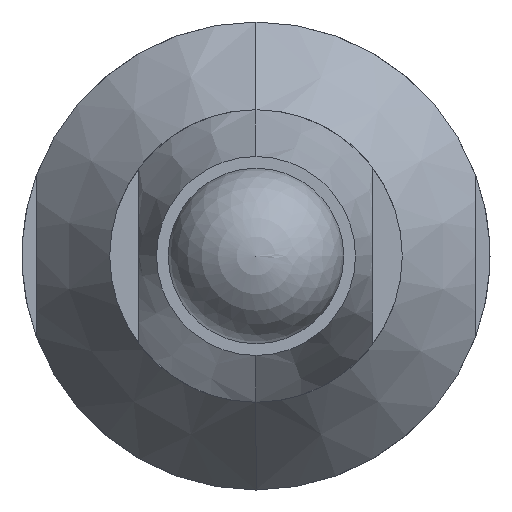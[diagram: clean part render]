
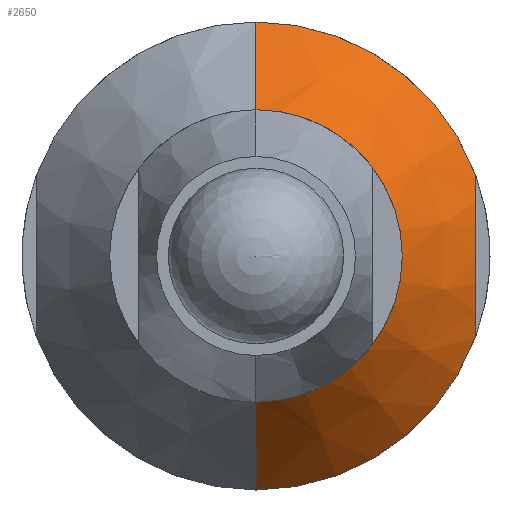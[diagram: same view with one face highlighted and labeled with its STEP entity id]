
A CAD part, left-side view. The second image highlights one B-rep face of the part: STEP entity #2650.
In plain terms, the highlighted conical face has half-angle 36.87 degrees and reference radius 2.5 mm.
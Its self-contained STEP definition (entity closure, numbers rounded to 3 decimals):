
#44 = DIRECTION ( 'NONE',  ( 0.8, 0., 0.6 ) ) ;
#51 = ORIENTED_EDGE ( 'NONE', *, *, #4051, .F. ) ;
#389 = CARTESIAN_POINT ( 'NONE',  ( -95.2, 0., 0. ) ) ;
#392 = ORIENTED_EDGE ( 'NONE', *, *, #5668, .T. ) ;
#443 = DIRECTION ( 'NONE',  ( 1., 0., 0. ) ) ;
#513 = CARTESIAN_POINT ( 'NONE',  ( -95.2, 0., 0. ) ) ;
#580 = EDGE_LOOP ( 'NONE', ( #1932, #1283, #51, #392, #5362, #1128 ) ) ;
#597 = CARTESIAN_POINT ( 'NONE',  ( -95.2, 0., 2.5 ) ) ;
#767 = CARTESIAN_POINT ( 'NONE',  ( -93.2, -3.75, 1.392 ) ) ;
#788 = CARTESIAN_POINT ( 'NONE',  ( -95.2, 0., -2.5 ) ) ;
#818 = DIRECTION ( 'NONE',  ( 1., 0., 0. ) ) ;
#1128 = ORIENTED_EDGE ( 'NONE', *, *, #3512, .F. ) ;
#1216 = CARTESIAN_POINT ( 'NONE',  ( -93.386, -3.75, 0.946 ) ) ;
#1273 = VERTEX_POINT ( 'NONE', #1466 ) ;
#1283 = ORIENTED_EDGE ( 'NONE', *, *, #5599, .T. ) ;
#1417 = CONICAL_SURFACE ( 'NONE', #3749, 2.5, 0.644 ) ;
#1466 = CARTESIAN_POINT ( 'NONE',  ( -95.2, 0., -2.5 ) ) ;
#1533 = AXIS2_PLACEMENT_3D ( 'NONE', #5731, #4846, #4445 ) ;
#1703 = CARTESIAN_POINT ( 'NONE',  ( -93.2, -3.75, -1.392 ) ) ;
#1786 = CARTESIAN_POINT ( 'NONE',  ( -93.501, -3.75, 0.482 ) ) ;
#1816 = DIRECTION ( 'NONE',  ( 0., 0., 1. ) ) ;
#1856 = VECTOR ( 'NONE', #3065, 1000. ) ;
#1932 = ORIENTED_EDGE ( 'NONE', *, *, #2306, .T. ) ;
#2133 = CARTESIAN_POINT ( 'NONE',  ( -93.533, -3.75, -0.241 ) ) ;
#2210 = B_SPLINE_CURVE_WITH_KNOTS ( 'NONE', 3,
 ( #1703, #4921, #5036, #5497, #2133, #2742, #1786, #1216, #5406, #767 ),
 .UNSPECIFIED., .F., .F.,
 ( 4, 2, 2, 2, 4 ),
 ( 0.007, 0.007, 0.008, 0.009, 0.01 ),
 .UNSPECIFIED. ) ;
#2235 = CARTESIAN_POINT ( 'NONE',  ( -93.2, 0., 4. ) ) ;
#2306 = EDGE_CURVE ( 'NONE', #4452, #1273, #5247, .T. ) ;
#2406 = DIRECTION ( 'NONE',  ( 0., 0., 1. ) ) ;
#2518 = AXIS2_PLACEMENT_3D ( 'NONE', #3279, #5129, #2406 ) ;
#2650 = ADVANCED_FACE ( 'NONE', ( #3192 ), #1417, .T. ) ;
#2742 = CARTESIAN_POINT ( 'NONE',  ( -93.533, -3.75, 0.242 ) ) ;
#3045 = DIRECTION ( 'NONE',  ( 0., 0., 1. ) ) ;
#3065 = DIRECTION ( 'NONE',  ( 0.8, 0., -0.6 ) ) ;
#3192 = FACE_OUTER_BOUND ( 'NONE', #580, .T. ) ;
#3279 = CARTESIAN_POINT ( 'NONE',  ( -93.2, 0., 0. ) ) ;
#3356 = VERTEX_POINT ( 'NONE', #5019 ) ;
#3512 = EDGE_CURVE ( 'NONE', #4452, #5322, #5177, .T. ) ;
#3539 = LINE ( 'NONE', #788, #1856 ) ;
#3749 = AXIS2_PLACEMENT_3D ( 'NONE', #513, #443, #1816 ) ;
#3886 = AXIS2_PLACEMENT_3D ( 'NONE', #389, #818, #3045 ) ;
#4042 = CIRCLE ( 'NONE', #2518, 4. ) ;
#4051 = EDGE_CURVE ( 'NONE', #3356, #5613, #5871, .T. ) ;
#4180 = EDGE_CURVE ( 'NONE', #5322, #5301, #4042, .T. ) ;
#4445 = DIRECTION ( 'NONE',  ( 0., 0., 1. ) ) ;
#4452 = VERTEX_POINT ( 'NONE', #597 ) ;
#4503 = CARTESIAN_POINT ( 'NONE',  ( -93.2, -3.75, 1.392 ) ) ;
#4632 = CARTESIAN_POINT ( 'NONE',  ( -95.2, 0., 2.5 ) ) ;
#4809 = CARTESIAN_POINT ( 'NONE',  ( -93.2, 0., -4. ) ) ;
#4817 = VECTOR ( 'NONE', #44, 1000. ) ;
#4846 = DIRECTION ( 'NONE',  ( 1., 0., 0. ) ) ;
#4921 = CARTESIAN_POINT ( 'NONE',  ( -93.302, -3.75, -1.173 ) ) ;
#5019 = CARTESIAN_POINT ( 'NONE',  ( -93.2, -3.75, -1.392 ) ) ;
#5036 = CARTESIAN_POINT ( 'NONE',  ( -93.386, -3.75, -0.944 ) ) ;
#5129 = DIRECTION ( 'NONE',  ( 1., 0., 0. ) ) ;
#5177 = LINE ( 'NONE', #4632, #4817 ) ;
#5247 = CIRCLE ( 'NONE', #3886, 2.5 ) ;
#5301 = VERTEX_POINT ( 'NONE', #4503 ) ;
#5322 = VERTEX_POINT ( 'NONE', #2235 ) ;
#5362 = ORIENTED_EDGE ( 'NONE', *, *, #4180, .F. ) ;
#5406 = CARTESIAN_POINT ( 'NONE',  ( -93.301, -3.75, 1.175 ) ) ;
#5497 = CARTESIAN_POINT ( 'NONE',  ( -93.502, -3.75, -0.478 ) ) ;
#5599 = EDGE_CURVE ( 'NONE', #1273, #5613, #3539, .T. ) ;
#5613 = VERTEX_POINT ( 'NONE', #4809 ) ;
#5668 = EDGE_CURVE ( 'NONE', #3356, #5301, #2210, .T. ) ;
#5731 = CARTESIAN_POINT ( 'NONE',  ( -93.2, 0., 0. ) ) ;
#5871 = CIRCLE ( 'NONE', #1533, 4. ) ;
